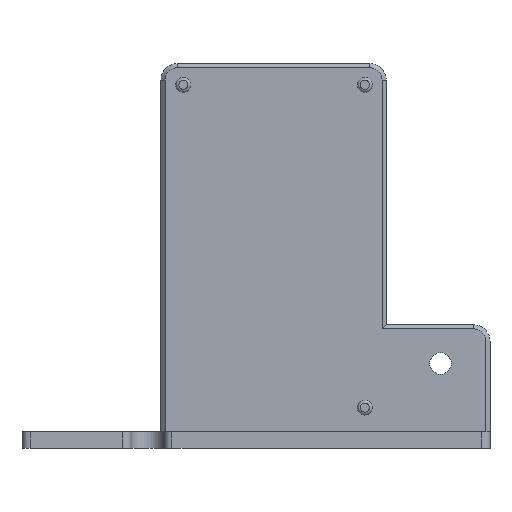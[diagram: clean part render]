
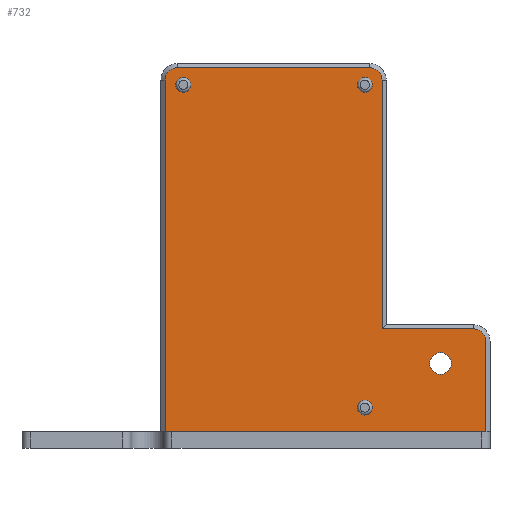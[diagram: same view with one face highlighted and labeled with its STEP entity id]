
A CAD part, top view. The second image highlights one B-rep face of the part: STEP entity #732.
In plain terms, the highlighted planar face has unit normal (0, 0, 1).
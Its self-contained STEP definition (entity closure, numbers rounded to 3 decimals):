
#26=FACE_BOUND('',#141,.T.);
#27=FACE_BOUND('',#142,.T.);
#28=FACE_BOUND('',#143,.T.);
#29=FACE_BOUND('',#144,.T.);
#51=PLANE('',#825);
#93=FACE_OUTER_BOUND('',#140,.T.);
#140=EDGE_LOOP('',(#664,#665,#666,#667,#668,#669,#670,#671,#672));
#141=EDGE_LOOP('',(#673));
#142=EDGE_LOOP('',(#674));
#143=EDGE_LOOP('',(#675));
#144=EDGE_LOOP('',(#676));
#164=LINE('',#1140,#228);
#168=LINE('',#1152,#232);
#172=LINE('',#1164,#236);
#177=LINE('',#1174,#241);
#179=LINE('',#1182,#243);
#203=LINE('',#1238,#267);
#228=VECTOR('',#921,10.);
#232=VECTOR('',#933,10.);
#236=VECTOR('',#945,10.);
#241=VECTOR('',#952,10.);
#243=VECTOR('',#962,10.);
#267=VECTOR('',#1022,10.);
#274=CIRCLE('',#749,1.3);
#284=CIRCLE('',#764,0.9);
#288=CIRCLE('',#771,0.9);
#292=CIRCLE('',#778,0.9);
#296=CIRCLE('',#786,1.5);
#298=CIRCLE('',#790,1.5);
#300=CIRCLE('',#795,1.5);
#311=VERTEX_POINT('',#1054);
#331=VERTEX_POINT('',#1103);
#334=VERTEX_POINT('',#1114);
#337=VERTEX_POINT('',#1125);
#341=VERTEX_POINT('',#1137);
#342=VERTEX_POINT('',#1139);
#344=VERTEX_POINT('',#1145);
#346=VERTEX_POINT('',#1150);
#348=VERTEX_POINT('',#1157);
#350=VERTEX_POINT('',#1162);
#351=VERTEX_POINT('',#1167);
#354=VERTEX_POINT('',#1172);
#356=VERTEX_POINT('',#1178);
#376=EDGE_CURVE('',#311,#311,#274,.T.);
#400=EDGE_CURVE('',#331,#331,#284,.T.);
#405=EDGE_CURVE('',#334,#334,#288,.T.);
#410=EDGE_CURVE('',#337,#337,#292,.T.);
#415=EDGE_CURVE('',#341,#342,#164,.T.);
#419=EDGE_CURVE('',#344,#341,#296,.T.);
#421=EDGE_CURVE('',#346,#344,#168,.T.);
#425=EDGE_CURVE('',#348,#346,#298,.T.);
#427=EDGE_CURVE('',#350,#348,#172,.T.);
#432=EDGE_CURVE('',#354,#351,#177,.T.);
#435=EDGE_CURVE('',#356,#354,#300,.T.);
#436=EDGE_CURVE('',#342,#356,#179,.T.);
#466=EDGE_CURVE('',#350,#351,#203,.T.);
#664=ORIENTED_EDGE('',*,*,#427,.F.);
#665=ORIENTED_EDGE('',*,*,#466,.T.);
#666=ORIENTED_EDGE('',*,*,#432,.F.);
#667=ORIENTED_EDGE('',*,*,#435,.F.);
#668=ORIENTED_EDGE('',*,*,#436,.F.);
#669=ORIENTED_EDGE('',*,*,#415,.F.);
#670=ORIENTED_EDGE('',*,*,#419,.F.);
#671=ORIENTED_EDGE('',*,*,#421,.F.);
#672=ORIENTED_EDGE('',*,*,#425,.F.);
#673=ORIENTED_EDGE('',*,*,#376,.T.);
#674=ORIENTED_EDGE('',*,*,#400,.T.);
#675=ORIENTED_EDGE('',*,*,#405,.T.);
#676=ORIENTED_EDGE('',*,*,#410,.T.);
#732=ADVANCED_FACE('',(#93,#26,#27,#28,#29),#51,.T.);
#749=AXIS2_PLACEMENT_3D('',#1056,#833,#834);
#764=AXIS2_PLACEMENT_3D('',#1105,#877,#878);
#771=AXIS2_PLACEMENT_3D('',#1116,#892,#893);
#778=AXIS2_PLACEMENT_3D('',#1127,#907,#908);
#786=AXIS2_PLACEMENT_3D('',#1147,#928,#929);
#790=AXIS2_PLACEMENT_3D('',#1159,#940,#941);
#795=AXIS2_PLACEMENT_3D('',#1180,#958,#959);
#825=AXIS2_PLACEMENT_3D('',#1257,#1048,#1049);
#833=DIRECTION('center_axis',(0.,0.,-1.));
#834=DIRECTION('ref_axis',(1.,0.,0.));
#877=DIRECTION('center_axis',(0.,0.,-1.));
#878=DIRECTION('ref_axis',(1.,0.,0.));
#892=DIRECTION('center_axis',(0.,0.,-1.));
#893=DIRECTION('ref_axis',(1.,0.,0.));
#907=DIRECTION('center_axis',(0.,0.,-1.));
#908=DIRECTION('ref_axis',(1.,0.,0.));
#921=DIRECTION('',(0.,-1.,0.));
#928=DIRECTION('center_axis',(0.,0.,-1.));
#929=DIRECTION('ref_axis',(0.707,0.707,0.));
#933=DIRECTION('',(1.,0.,0.));
#940=DIRECTION('center_axis',(0.,0.,-1.));
#941=DIRECTION('ref_axis',(-0.707,0.707,0.));
#945=DIRECTION('',(0.,1.,0.));
#952=DIRECTION('',(0.,-1.,0.));
#958=DIRECTION('center_axis',(0.,0.,-1.));
#959=DIRECTION('ref_axis',(0.707,0.707,0.));
#962=DIRECTION('',(1.,0.,0.));
#1022=DIRECTION('',(1.,0.,0.));
#1048=DIRECTION('center_axis',(0.,0.,1.));
#1049=DIRECTION('ref_axis',(1.,0.,0.));
#1054=CARTESIAN_POINT('',(25.397,-2.451,3.));
#1056=CARTESIAN_POINT('Origin',(26.697,-2.451,3.));
#1103=CARTESIAN_POINT('',(-5.423,31.364,3.));
#1105=CARTESIAN_POINT('Origin',(-4.523,31.364,3.));
#1114=CARTESIAN_POINT('',(16.615,31.364,3.));
#1116=CARTESIAN_POINT('Origin',(17.515,31.364,3.));
#1125=CARTESIAN_POINT('',(16.615,-7.805,3.));
#1127=CARTESIAN_POINT('Origin',(17.515,-7.805,3.));
#1137=CARTESIAN_POINT('',(19.601,31.95,3.));
#1139=CARTESIAN_POINT('',(19.601,1.75,3.));
#1140=CARTESIAN_POINT('',(19.601,6.425,3.));
#1145=CARTESIAN_POINT('',(18.101,33.45,3.));
#1147=CARTESIAN_POINT('Origin',(18.101,31.95,3.));
#1150=CARTESIAN_POINT('',(-5.242,33.45,3.));
#1152=CARTESIAN_POINT('',(16.415,33.45,3.));
#1157=CARTESIAN_POINT('',(-6.742,31.95,3.));
#1159=CARTESIAN_POINT('Origin',(-5.242,31.95,3.));
#1162=CARTESIAN_POINT('',(-6.742,-10.75,3.));
#1164=CARTESIAN_POINT('',(-6.742,22.275,3.));
#1167=CARTESIAN_POINT('',(32.201,-10.75,3.));
#1172=CARTESIAN_POINT('',(32.201,0.25,3.));
#1174=CARTESIAN_POINT('',(32.201,-1.075,3.));
#1178=CARTESIAN_POINT('',(30.701,1.75,3.));
#1180=CARTESIAN_POINT('Origin',(30.701,0.25,3.));
#1182=CARTESIAN_POINT('',(22.715,1.75,3.));
#1238=CARTESIAN_POINT('',(22.715,-10.75,3.));
#1257=CARTESIAN_POINT('Origin',(12.73,10.6,3.));
